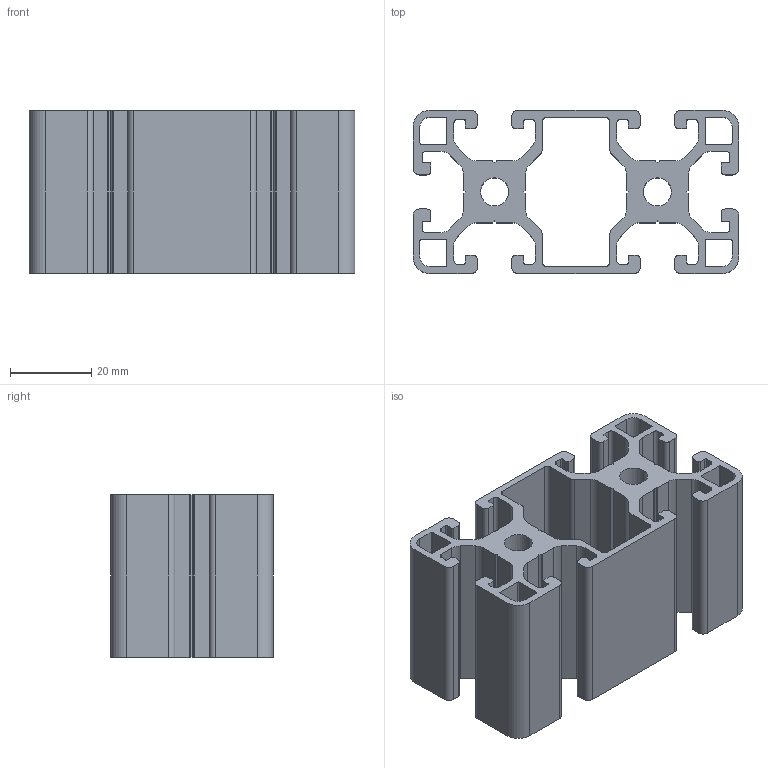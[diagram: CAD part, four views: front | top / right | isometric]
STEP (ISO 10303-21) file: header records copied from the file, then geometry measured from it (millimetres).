
FILE_DESCRIPTION (( 'STEP AP203' ), '1' );
FILE_NAME ('AL-P8-40-80-20183.STEP', '2018-05-28T07:07:22', ( '' ), ( '' ), 'SwSTEP 2.0', 'SolidWorks 2018', '' );
FILE_SCHEMA (( 'CONFIG_CONTROL_DESIGN' ));
Length unit declared in the file: millimetre
Products named in the file (1): AL-P8-40-80-20183
Bounding box: 80 x 40 x 40 mm (x, y, z)
Volume: 42460 mm3; surface area: 33190.8 mm2
Topology: 1 solids, 1 shells, 278 faces, 828 edges, 552 vertices
Faces by surface type: plane 142, cylinder 136
Entity records: 9509 total; most frequent: CARTESIAN_POINT 1659, DIRECTION 1658, ORIENTED_EDGE 1656, EDGE_CURVE 828, LINE 556, VECTOR 556, VERTEX_POINT 552, AXIS2_PLACEMENT_3D 551
